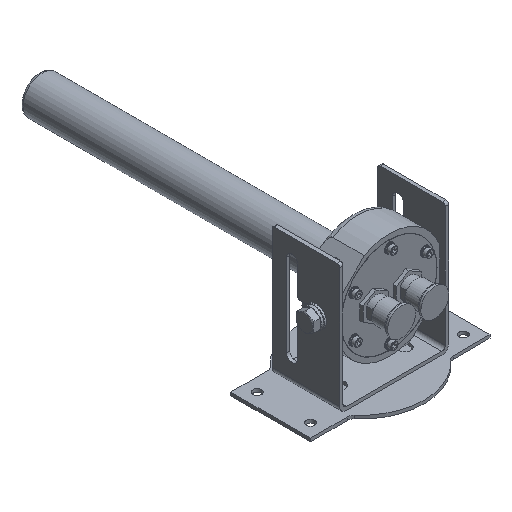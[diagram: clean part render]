
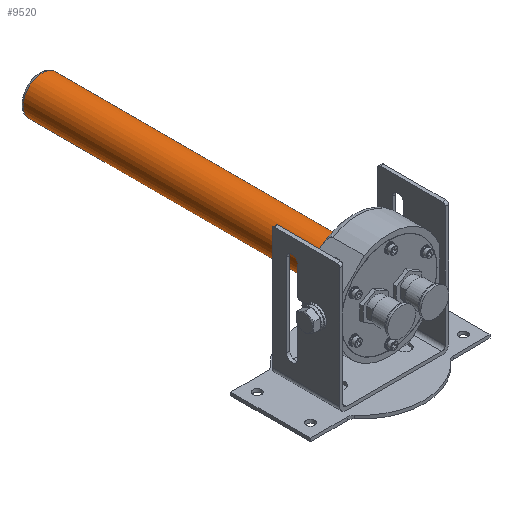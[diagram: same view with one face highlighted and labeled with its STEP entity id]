
A CAD part, isometric view. The second image highlights one B-rep face of the part: STEP entity #9520.
In plain terms, the highlighted cylindrical face has radius 14.287 mm (diameter 28.575 mm), a full revolution.
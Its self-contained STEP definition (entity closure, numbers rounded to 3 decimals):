
#175 = CARTESIAN_POINT ( 'NONE',  ( -99.241, -83.341, -69.367 ) ) ;
#311 = CARTESIAN_POINT ( 'NONE',  ( -84.954, 139.659, -55.08 ) ) ;
#713 = CARTESIAN_POINT ( 'NONE',  ( -99.241, -123.752, -55.08 ) ) ;
#738 = EDGE_CURVE ( 'NONE', #4486, #4486, #13126, .T. ) ;
#1010 = CYLINDRICAL_SURFACE ( 'NONE', #14997, 14.287 ) ;
#1127 = EDGE_LOOP ( 'NONE', ( #6264 ) ) ;
#1311 = DIRECTION ( 'NONE',  ( 0., -1., 0. ) ) ;
#1877 = DIRECTION ( 'NONE',  ( 0., 1., 0. ) ) ;
#2466 = FACE_OUTER_BOUND ( 'NONE', #1127, .T. ) ;
#4280 = AXIS2_PLACEMENT_3D ( 'NONE', #8260, #1311, #9426 ) ;
#4290 = ORIENTED_EDGE ( 'NONE', *, *, #4965, .T. ) ;
#4486 = VERTEX_POINT ( 'NONE', #175 ) ;
#4668 = VERTEX_POINT ( 'NONE', #311 ) ;
#4880 = AXIS2_PLACEMENT_3D ( 'NONE', #8286, #10159, #10493 ) ;
#4965 = EDGE_CURVE ( 'NONE', #4668, #4668, #8079, .T. ) ;
#5592 = FACE_OUTER_BOUND ( 'NONE', #7651, .T. ) ;
#6264 = ORIENTED_EDGE ( 'NONE', *, *, #738, .T. ) ;
#7651 = EDGE_LOOP ( 'NONE', ( #4290 ) ) ;
#8079 = CIRCLE ( 'NONE', #4280, 14.287 ) ;
#8260 = CARTESIAN_POINT ( 'NONE',  ( -99.241, 139.659, -55.08 ) ) ;
#8286 = CARTESIAN_POINT ( 'NONE',  ( -99.241, -83.341, -55.08 ) ) ;
#9426 = DIRECTION ( 'NONE',  ( 1., 0., 0. ) ) ;
#9520 = ADVANCED_FACE ( 'NONE', ( #5592, #2466 ), #1010, .T. ) ;
#10159 = DIRECTION ( 'NONE',  ( 0., 1., 0. ) ) ;
#10493 = DIRECTION ( 'NONE',  ( 0., 0., -1. ) ) ;
#13126 = CIRCLE ( 'NONE', #4880, 14.287 ) ;
#14650 = DIRECTION ( 'NONE',  ( 1., 0., 0. ) ) ;
#14997 = AXIS2_PLACEMENT_3D ( 'NONE', #713, #1877, #14650 ) ;
